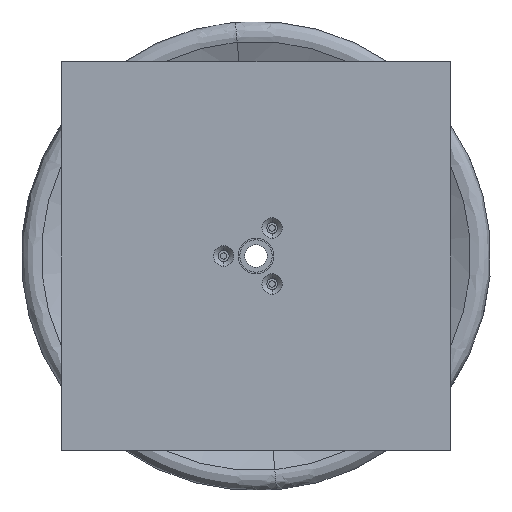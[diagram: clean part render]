
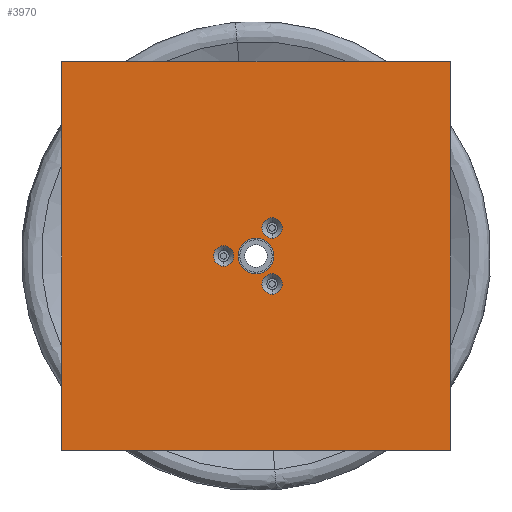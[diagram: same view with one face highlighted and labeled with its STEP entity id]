
A CAD part, front view. The second image highlights one B-rep face of the part: STEP entity #3970.
In plain terms, the highlighted planar face has unit normal (0, -1, 0).
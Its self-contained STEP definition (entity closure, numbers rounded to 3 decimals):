
#106 = CARTESIAN_POINT ( 'NONE',  ( 0., 0., 5.5 ) ) ;
#222 = DIRECTION ( 'NONE',  ( 0., 0., -1. ) ) ;
#288 = FACE_OUTER_BOUND ( 'NONE', #3207, .T. ) ;
#294 = EDGE_CURVE ( 'NONE', #3707, #4619, #3876, .T. ) ;
#316 = CARTESIAN_POINT ( 'NONE',  ( -60., 0., -60. ) ) ;
#364 = DIRECTION ( 'NONE',  ( 0., -1., 0. ) ) ;
#470 = DIRECTION ( 'NONE',  ( 0., 1., 0. ) ) ;
#537 = VERTEX_POINT ( 'NONE', #2965 ) ;
#655 = AXIS2_PLACEMENT_3D ( 'NONE', #3738, #470, #4301 ) ;
#729 = VERTEX_POINT ( 'NONE', #5557 ) ;
#749 = ORIENTED_EDGE ( 'NONE', *, *, #5793, .T. ) ;
#797 = FACE_BOUND ( 'NONE', #1426, .T. ) ;
#814 = CARTESIAN_POINT ( 'NONE',  ( 60., 0., 60. ) ) ;
#961 = VECTOR ( 'NONE', #4052, 1000. ) ;
#1055 = CARTESIAN_POINT ( 'NONE',  ( -10., 0., 0. ) ) ;
#1114 = CARTESIAN_POINT ( 'NONE',  ( -60., 0., 60. ) ) ;
#1188 = VECTOR ( 'NONE', #6935, 1000. ) ;
#1218 = VECTOR ( 'NONE', #2462, 1000. ) ;
#1247 = VERTEX_POINT ( 'NONE', #1114 ) ;
#1250 = DIRECTION ( 'NONE',  ( -1., 0., 0. ) ) ;
#1367 = LINE ( 'NONE', #3671, #1188 ) ;
#1426 = EDGE_LOOP ( 'NONE', ( #749, #4653 ) ) ;
#1507 = EDGE_CURVE ( 'NONE', #537, #3174, #2296, .T. ) ;
#1646 = ORIENTED_EDGE ( 'NONE', *, *, #5300, .F. ) ;
#1690 = CARTESIAN_POINT ( 'NONE',  ( 5., 0., 5.51 ) ) ;
#1734 = FACE_BOUND ( 'NONE', #1861, .T. ) ;
#1793 = CARTESIAN_POINT ( 'NONE',  ( 60., 0., 60. ) ) ;
#1861 = EDGE_LOOP ( 'NONE', ( #3449, #1646 ) ) ;
#1893 = DIRECTION ( 'NONE',  ( 0., -1., 0. ) ) ;
#1944 = CARTESIAN_POINT ( 'NONE',  ( 60., 0., -60. ) ) ;
#1992 = AXIS2_PLACEMENT_3D ( 'NONE', #5151, #1893, #5691 ) ;
#2296 = CIRCLE ( 'NONE', #2833, 3.15 ) ;
#2299 = CIRCLE ( 'NONE', #2465, 3.15 ) ;
#2462 = DIRECTION ( 'NONE',  ( 0., 0., -1. ) ) ;
#2465 = AXIS2_PLACEMENT_3D ( 'NONE', #5741, #2485, #6299 ) ;
#2485 = DIRECTION ( 'NONE',  ( 0., 1., 0. ) ) ;
#2497 = LINE ( 'NONE', #5680, #961 ) ;
#2545 = EDGE_LOOP ( 'NONE', ( #4886, #2764 ) ) ;
#2548 = DIRECTION ( 'NONE',  ( 0., -1., 0. ) ) ;
#2565 = CARTESIAN_POINT ( 'NONE',  ( 5., 0., -8.66 ) ) ;
#2625 = DIRECTION ( 'NONE',  ( 0., 0., -1. ) ) ;
#2626 = ORIENTED_EDGE ( 'NONE', *, *, #4898, .T. ) ;
#2747 = EDGE_CURVE ( 'NONE', #5073, #729, #2299, .T. ) ;
#2764 = ORIENTED_EDGE ( 'NONE', *, *, #294, .T. ) ;
#2776 = VERTEX_POINT ( 'NONE', #4656 ) ;
#2833 = AXIS2_PLACEMENT_3D ( 'NONE', #3622, #4091, #2625 ) ;
#2919 = CARTESIAN_POINT ( 'NONE',  ( -10., 0., 3.15 ) ) ;
#2921 = AXIS2_PLACEMENT_3D ( 'NONE', #5800, #2548, #6366 ) ;
#2965 = CARTESIAN_POINT ( 'NONE',  ( 5., 0., -5.51 ) ) ;
#3027 = AXIS2_PLACEMENT_3D ( 'NONE', #4702, #364, #4196 ) ;
#3082 = CARTESIAN_POINT ( 'NONE',  ( 5., 0., -11.81 ) ) ;
#3097 = DIRECTION ( 'NONE',  ( 0., 0., -1. ) ) ;
#3146 = EDGE_CURVE ( 'NONE', #3705, #2776, #4599, .T. ) ;
#3174 = VERTEX_POINT ( 'NONE', #3082 ) ;
#3176 = FACE_BOUND ( 'NONE', #6003, .T. ) ;
#3207 = EDGE_LOOP ( 'NONE', ( #3804, #6292, #4733, #4064 ) ) ;
#3435 = CARTESIAN_POINT ( 'NONE',  ( -10., 0., -3.15 ) ) ;
#3449 = ORIENTED_EDGE ( 'NONE', *, *, #3146, .F. ) ;
#3480 = DIRECTION ( 'NONE',  ( 0., 1., 0. ) ) ;
#3622 = CARTESIAN_POINT ( 'NONE',  ( 5., 0., -8.66 ) ) ;
#3631 = PLANE ( 'NONE',  #3027 ) ;
#3671 = CARTESIAN_POINT ( 'NONE',  ( 60., 0., -60. ) ) ;
#3705 = VERTEX_POINT ( 'NONE', #106 ) ;
#3707 = VERTEX_POINT ( 'NONE', #2919 ) ;
#3738 = CARTESIAN_POINT ( 'NONE',  ( 5., 0., 8.66 ) ) ;
#3750 = LINE ( 'NONE', #1793, #6490 ) ;
#3804 = ORIENTED_EDGE ( 'NONE', *, *, #3806, .T. ) ;
#3806 = EDGE_CURVE ( 'NONE', #6361, #6273, #2497, .T. ) ;
#3876 = CIRCLE ( 'NONE', #4161, 3.15 ) ;
#3970 = ADVANCED_FACE ( 'NONE', ( #3176, #797, #6075, #1734, #288 ), #3631, .T. ) ;
#4052 = DIRECTION ( 'NONE',  ( 0., 0., 1. ) ) ;
#4064 = ORIENTED_EDGE ( 'NONE', *, *, #6880, .T. ) ;
#4091 = DIRECTION ( 'NONE',  ( 0., 1., 0. ) ) ;
#4161 = AXIS2_PLACEMENT_3D ( 'NONE', #1055, #5410, #6527 ) ;
#4196 = DIRECTION ( 'NONE',  ( 0., 0., -1. ) ) ;
#4301 = DIRECTION ( 'NONE',  ( 0., 0., -1. ) ) ;
#4512 = AXIS2_PLACEMENT_3D ( 'NONE', #6761, #3480, #222 ) ;
#4599 = CIRCLE ( 'NONE', #2921, 5.5 ) ;
#4619 = VERTEX_POINT ( 'NONE', #3435 ) ;
#4653 = ORIENTED_EDGE ( 'NONE', *, *, #1507, .T. ) ;
#4656 = CARTESIAN_POINT ( 'NONE',  ( 0., 0., -5.5 ) ) ;
#4702 = CARTESIAN_POINT ( 'NONE',  ( 60., 0., -60. ) ) ;
#4704 = VERTEX_POINT ( 'NONE', #6051 ) ;
#4718 = EDGE_CURVE ( 'NONE', #1247, #4704, #5554, .T. ) ;
#4733 = ORIENTED_EDGE ( 'NONE', *, *, #4718, .T. ) ;
#4886 = ORIENTED_EDGE ( 'NONE', *, *, #6235, .T. ) ;
#4898 = EDGE_CURVE ( 'NONE', #729, #5073, #5041, .T. ) ;
#5041 = CIRCLE ( 'NONE', #655, 3.15 ) ;
#5073 = VERTEX_POINT ( 'NONE', #1690 ) ;
#5151 = CARTESIAN_POINT ( 'NONE',  ( 0., 0., 0. ) ) ;
#5300 = EDGE_CURVE ( 'NONE', #2776, #3705, #6591, .T. ) ;
#5334 = ORIENTED_EDGE ( 'NONE', *, *, #2747, .T. ) ;
#5410 = DIRECTION ( 'NONE',  ( 0., 1., 0. ) ) ;
#5554 = LINE ( 'NONE', #316, #1218 ) ;
#5557 = CARTESIAN_POINT ( 'NONE',  ( 5., 0., 11.81 ) ) ;
#5680 = CARTESIAN_POINT ( 'NONE',  ( 60., 0., -60. ) ) ;
#5691 = DIRECTION ( 'NONE',  ( 0., 0., 1. ) ) ;
#5741 = CARTESIAN_POINT ( 'NONE',  ( 5., 0., 8.66 ) ) ;
#5793 = EDGE_CURVE ( 'NONE', #3174, #537, #6754, .T. ) ;
#5800 = CARTESIAN_POINT ( 'NONE',  ( 0., 0., 0. ) ) ;
#6003 = EDGE_LOOP ( 'NONE', ( #5334, #2626 ) ) ;
#6051 = CARTESIAN_POINT ( 'NONE',  ( -60., 0., -60. ) ) ;
#6075 = FACE_BOUND ( 'NONE', #2545, .T. ) ;
#6217 = EDGE_CURVE ( 'NONE', #6273, #1247, #3750, .T. ) ;
#6235 = EDGE_CURVE ( 'NONE', #4619, #3707, #6314, .T. ) ;
#6273 = VERTEX_POINT ( 'NONE', #814 ) ;
#6292 = ORIENTED_EDGE ( 'NONE', *, *, #6217, .T. ) ;
#6299 = DIRECTION ( 'NONE',  ( 0., 0., -1. ) ) ;
#6314 = CIRCLE ( 'NONE', #4512, 3.15 ) ;
#6361 = VERTEX_POINT ( 'NONE', #1944 ) ;
#6366 = DIRECTION ( 'NONE',  ( 0., 0., 1. ) ) ;
#6378 = DIRECTION ( 'NONE',  ( 0., 1., 0. ) ) ;
#6490 = VECTOR ( 'NONE', #1250, 1000. ) ;
#6527 = DIRECTION ( 'NONE',  ( 0., 0., -1. ) ) ;
#6591 = CIRCLE ( 'NONE', #1992, 5.5 ) ;
#6754 = CIRCLE ( 'NONE', #6963, 3.15 ) ;
#6761 = CARTESIAN_POINT ( 'NONE',  ( -10., 0., 0. ) ) ;
#6880 = EDGE_CURVE ( 'NONE', #4704, #6361, #1367, .T. ) ;
#6935 = DIRECTION ( 'NONE',  ( 1., 0., 0. ) ) ;
#6963 = AXIS2_PLACEMENT_3D ( 'NONE', #2565, #6378, #3097 ) ;
